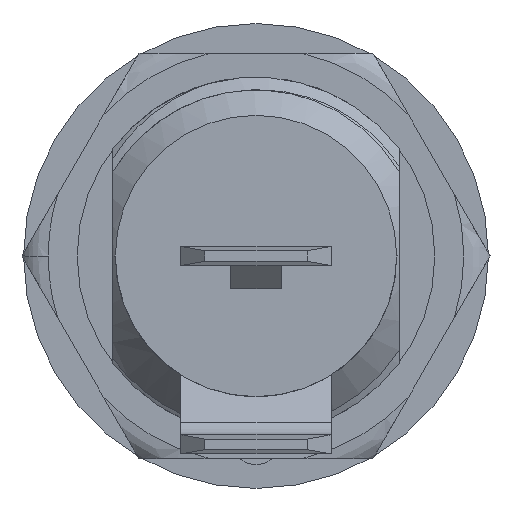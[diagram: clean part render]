
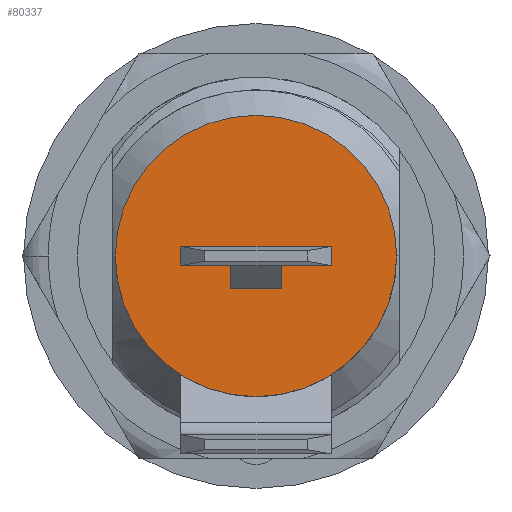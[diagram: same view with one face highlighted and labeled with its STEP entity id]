
A CAD part, front view. The second image highlights one B-rep face of the part: STEP entity #80337.
In plain terms, the highlighted planar face has unit normal (0, -1, 0).
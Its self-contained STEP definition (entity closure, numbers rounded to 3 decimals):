
#7455 = CARTESIAN_POINT ( 'NONE',  ( 0., -30.4, 0. ) ) ;
#8337 = VERTEX_POINT ( 'NONE', #21282 ) ;
#8708 = DIRECTION ( 'NONE',  ( 0., 1., 0. ) ) ;
#18656 = EDGE_CURVE ( 'NONE', #53810, #8337, #48845, .T. ) ;
#20840 = DIRECTION ( 'NONE',  ( 0., 1., 0. ) ) ;
#21282 = CARTESIAN_POINT ( 'NONE',  ( 5.9, -30.4, 0. ) ) ;
#25451 = DIRECTION ( 'NONE',  ( -1., 0., 0. ) ) ;
#27150 = EDGE_LOOP ( 'NONE', ( #71832, #60190 ) ) ;
#34369 = AXIS2_PLACEMENT_3D ( 'NONE', #35763, #50725, #25451 ) ;
#35763 = CARTESIAN_POINT ( 'NONE',  ( 0., -30.4, 0. ) ) ;
#38836 = CARTESIAN_POINT ( 'NONE',  ( 0., -30.4, 0. ) ) ;
#46181 = AXIS2_PLACEMENT_3D ( 'NONE', #38836, #20840, #78277 ) ;
#48845 = CIRCLE ( 'NONE', #46181, 5.9 ) ;
#49463 = AXIS2_PLACEMENT_3D ( 'NONE', #7455, #8708, #72620 ) ;
#50557 = EDGE_CURVE ( 'NONE', #8337, #53810, #71341, .T. ) ;
#50725 = DIRECTION ( 'NONE',  ( 0., 1., 0. ) ) ;
#53699 = FACE_OUTER_BOUND ( 'NONE', #27150, .T. ) ;
#53810 = VERTEX_POINT ( 'NONE', #66966 ) ;
#60190 = ORIENTED_EDGE ( 'NONE', *, *, #50557, .F. ) ;
#66966 = CARTESIAN_POINT ( 'NONE',  ( -5.9, -30.4, 0. ) ) ;
#67427 = PLANE ( 'NONE',  #49463 ) ;
#71341 = CIRCLE ( 'NONE', #34369, 5.9 ) ;
#71832 = ORIENTED_EDGE ( 'NONE', *, *, #18656, .F. ) ;
#72620 = DIRECTION ( 'NONE',  ( -1., 0., 0. ) ) ;
#78277 = DIRECTION ( 'NONE',  ( -1., 0., 0. ) ) ;
#80337 = ADVANCED_FACE ( 'NONE', ( #53699 ), #67427, .F. ) ;
